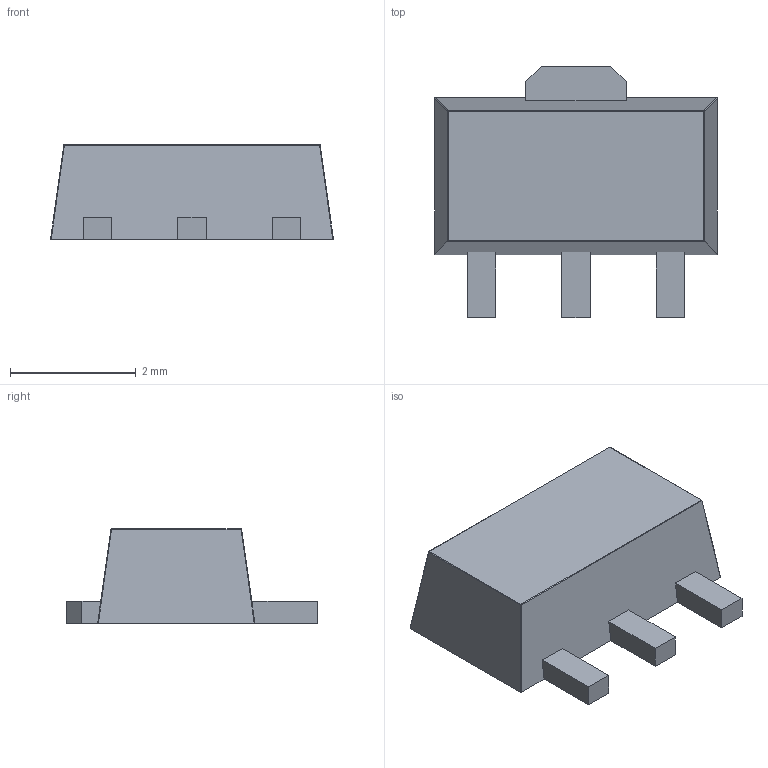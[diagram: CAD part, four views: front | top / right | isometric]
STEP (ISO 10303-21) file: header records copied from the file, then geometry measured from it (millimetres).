
FILE_DESCRIPTION(('FreeCAD Model'),'2;1');
FILE_NAME('9D540860-2691-4B9A-B726-77DB5E34117A.step', '2017-07-25T16:13:15',('kicad StepUp'),('ksu MCAD'), 'Open CASCADE STEP processor 6.8','FreeCAD','Unknown');
FILE_SCHEMA(('AUTOMOTIVE_DESIGN_CC2 { 1 2 10303 214 -1 1 5 4 }'));
Length unit declared in the file: millimetre
Products named in the file (2): ASSEMBLY; 9D540860-2691-4B9A-B726-77DB5E34117A
Assembly tree (1 placements, depth 2):
  ASSEMBLY
    9D540860-2691-4B9A-B726-77DB5E34117A
Bounding box: 4.5 x 4 x 1.5 mm (x, y, z)
Volume: 15.5 mm3; surface area: 46.3 mm2
Topology: 1 solids, 1 shells, 50 faces, 136 edges, 84 vertices
Faces by surface type: plane 36, cylinder 10, sphere 4
Entity records: 1897 total; most frequent: CARTESIAN_POINT 280, ORIENTED_EDGE 264, DIRECTION 248, EDGE_CURVE 132, LINE 112, VECTOR 112, VERTEX_POINT 84, AXIS2_PLACEMENT_3D 68
